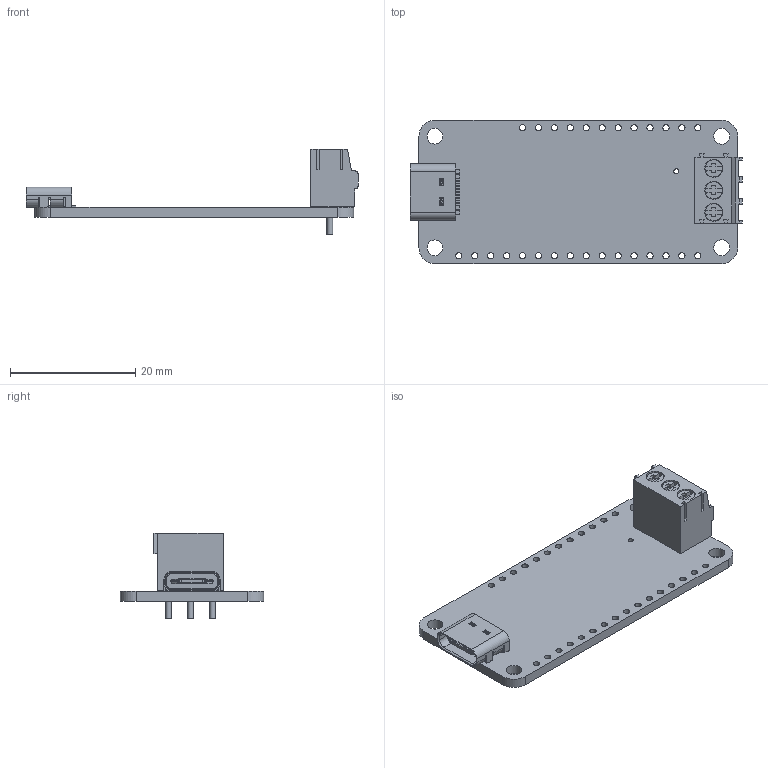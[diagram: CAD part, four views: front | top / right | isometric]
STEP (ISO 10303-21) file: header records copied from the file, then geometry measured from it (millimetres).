
FILE_DESCRIPTION(('KiCad electronic assembly'),'2;1');
FILE_NAME('Adafruit RP2040 CAN Bus Feather.step','2024-04-04T22:08:00',( 'Pcbnew'),('Kicad'),'Open CASCADE STEP processor 7.7', 'KiCad to STEP converter','Unknown');
FILE_SCHEMA(('AUTOMOTIVE_DESIGN { 1 0 10303 214 1 1 1 1 }'));
Length unit declared in the file: millimetre
Products named in the file (6): Adafruit RP2040 CAN Bus Feather 1; TerminalBlock_Phoenix_PT-1,5-3-3.5-H_1x03_P3.50mm_Horizontal; TerminalBlock_Phoenix_PT_15_3_35_H_1x03_P350mm_Horizontal; USBC; USB Type C Port (SMD Type); _autosave-Adafruit RP2040 CAN Bus Feather_PCB
Assembly tree (5 placements, depth 3):
  Adafruit RP2040 CAN Bus Feather 1
    TerminalBlock_Phoenix_PT-1,5-3-3.5-H_1x03_P3.50mm_Horizontal
      TerminalBlock_Phoenix_PT_15_3_35_H_1x03_P350mm_Horizontal
    USBC
      USB Type C Port (SMD Type)
    _autosave-Adafruit RP2040 CAN Bus Feather_PCB
Bounding box: 52.92 x 22.86 x 13.7 mm (x, y, z)
Volume: 2399.7 mm3; surface area: 4257.2 mm2
Topology: 26 solids, 26 shells, 618 faces, 1598 edges, 1028 vertices
Faces by surface type: plane 422, cylinder 168, torus 12, cone 8, sphere 6, bspline 2
Full cylindrical faces by diameter (mm): 0.6 x4, 0.65 x2, 0.8 x1, 0.9 x3, 1 x31, 2.5 x2, 2.54 x2, 2.7 x3, 2.9 x3
Entity records: 21290 total; most frequent: CARTESIAN_POINT 3302, DIRECTION 3220, ORIENTED_EDGE 3180, EDGE_CURVE 1590, LINE 1192, VECTOR 1192, VERTEX_POINT 1028, AXIS2_PLACEMENT_3D 1014
